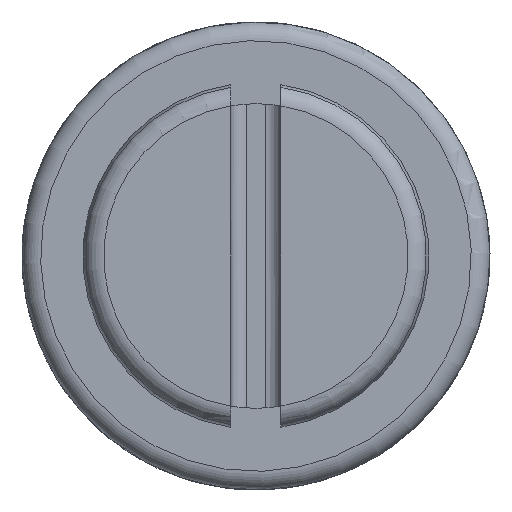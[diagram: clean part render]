
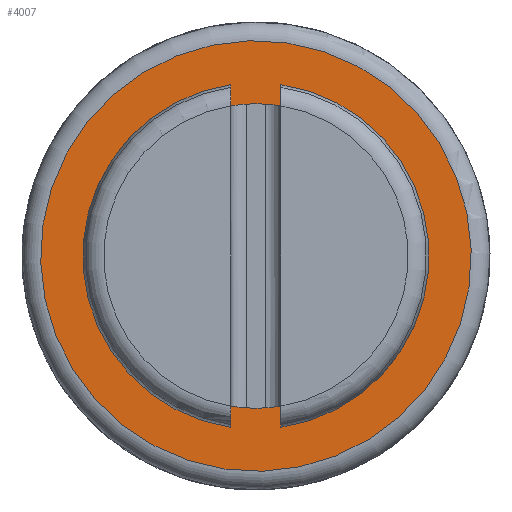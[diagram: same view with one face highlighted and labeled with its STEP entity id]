
A CAD part, left-side view. The second image highlights one B-rep face of the part: STEP entity #4007.
In plain terms, the highlighted planar face has unit normal (-1, 0, 0).
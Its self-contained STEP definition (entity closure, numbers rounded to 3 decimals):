
#14=FACE_BOUND('',#634,.T.);
#208=CIRCLE('',#4318,2.438);
#209=CIRCLE('',#4319,2.438);
#210=CIRCLE('',#4321,3.45);
#211=CIRCLE('',#4322,3.45);
#420=FACE_OUTER_BOUND('',#633,.T.);
#633=EDGE_LOOP('',(#3135,#3136));
#634=EDGE_LOOP('',(#3137,#3138));
#1754=VERTEX_POINT('',#6556);
#1755=VERTEX_POINT('',#6558);
#1756=VERTEX_POINT('',#6562);
#1757=VERTEX_POINT('',#6563);
#2265=EDGE_CURVE('',#1755,#1754,#208,.T.);
#2266=EDGE_CURVE('',#1754,#1755,#209,.T.);
#2267=EDGE_CURVE('',#1756,#1757,#210,.T.);
#2268=EDGE_CURVE('',#1757,#1756,#211,.T.);
#3135=ORIENTED_EDGE('',*,*,#2267,.T.);
#3136=ORIENTED_EDGE('',*,*,#2268,.T.);
#3137=ORIENTED_EDGE('',*,*,#2265,.T.);
#3138=ORIENTED_EDGE('',*,*,#2266,.T.);
#3595=PLANE('',#4327);
#4007=ADVANCED_FACE('',(#420,#14),#3595,.T.);
#4318=AXIS2_PLACEMENT_3D('',#6559,#5255,#5256);
#4319=AXIS2_PLACEMENT_3D('',#6560,#5257,#5258);
#4321=AXIS2_PLACEMENT_3D('',#6564,#5261,#5262);
#4322=AXIS2_PLACEMENT_3D('',#6565,#5263,#5264);
#4327=AXIS2_PLACEMENT_3D('',#6573,#5273,#5274);
#5255=DIRECTION('center_axis',(1.,0.,0.));
#5256=DIRECTION('ref_axis',(0.,-1.,0.));
#5257=DIRECTION('center_axis',(1.,0.,0.));
#5258=DIRECTION('ref_axis',(0.,-1.,0.));
#5261=DIRECTION('center_axis',(-1.,0.,0.));
#5262=DIRECTION('ref_axis',(0.,0.144,-0.99));
#5263=DIRECTION('center_axis',(-1.,0.,0.));
#5264=DIRECTION('ref_axis',(0.,0.144,-0.99));
#5273=DIRECTION('center_axis',(-1.,0.,0.));
#5274=DIRECTION('ref_axis',(0.,0.144,-0.99));
#6556=CARTESIAN_POINT('',(-10.225,0.917,4.751));
#6558=CARTESIAN_POINT('',(-10.225,-3.958,4.751));
#6559=CARTESIAN_POINT('Origin',(-10.225,-1.521,4.751));
#6560=CARTESIAN_POINT('Origin',(-10.225,-1.521,4.751));
#6562=CARTESIAN_POINT('',(-10.225,-4.935,4.255));
#6563=CARTESIAN_POINT('',(-10.225,-2.017,8.165));
#6564=CARTESIAN_POINT('Origin',(-10.225,-1.521,4.751));
#6565=CARTESIAN_POINT('Origin',(-10.225,-1.521,4.751));
#6573=CARTESIAN_POINT('Origin',(-10.225,-1.521,4.751));
